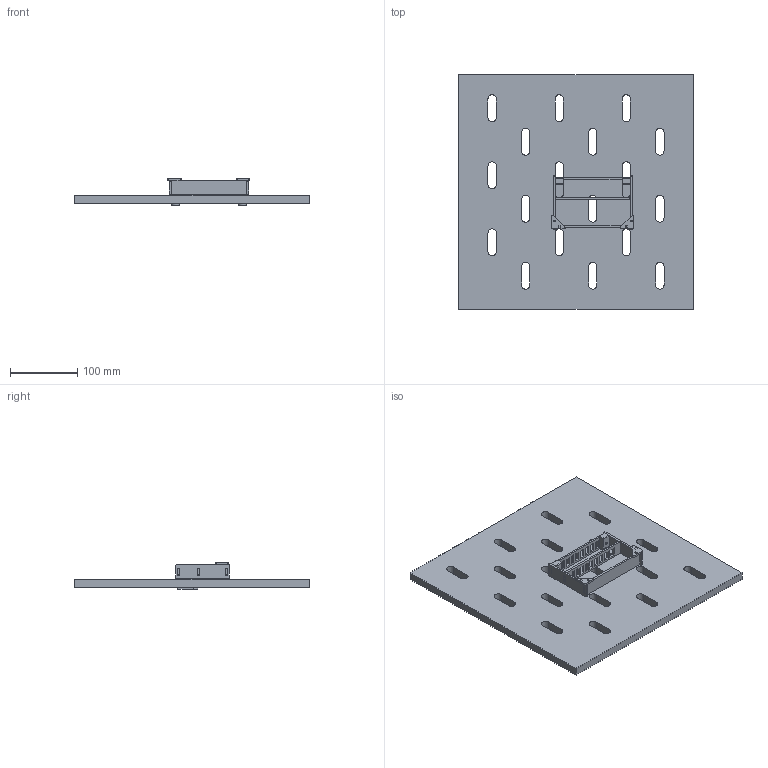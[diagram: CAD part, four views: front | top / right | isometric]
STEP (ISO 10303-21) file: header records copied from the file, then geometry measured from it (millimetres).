
FILE_DESCRIPTION (( 'STEP AP203' ), '1' );
FILE_NAME ('0 Îðãàíàéçåð ïèíöåòû.STEP', '2025-11-25T22:23:30', ( '' ), ( '' ), 'SwSTEP 2.0', 'SolidWorks 2019', '' );
FILE_SCHEMA (( 'CONFIG_CONTROL_DESIGN' ));
Length unit declared in the file: millimetre
Products named in the file (8): 5 Ïîëêà ñðåäíÿÿ ïèíöåòû; 1 栺樇罻; 2 ﾊ煇鳫 ﾏ竟; 7 鵽鎀鍧; 3 Ïîëêà âåðõíÿÿ Ïèíöåòû; 6 Ïîëêà íèæíÿÿ ïèíöåòû; 0 Îðãàíàéçåð ïèíöåòû; 4 Ñòåíêà ïèíöåòû
Assembly tree (10 placements, depth 2):
  0 Îðãàíàéçåð ïèíöåòû
    1 栺樇罻
    2 ﾊ煇鳫 ﾏ竟  x2
    3 Ïîëêà âåðõíÿÿ Ïèíöåòû
    4 Ñòåíêà ïèíöåòû  x2
    5 Ïîëêà ñðåäíÿÿ ïèíöåòû
    6 Ïîëêà íèæíÿÿ ïèíöåòû
    7 鵽鎀鍧  x2
Bounding box: 350 x 350 x 39.8 mm (x, y, z)
Volume: 1409338.8 mm3; surface area: 297140.8 mm2
Topology: 10 solids, 10 shells, 366 faces, 1036 edges, 690 vertices
Faces by surface type: plane 264, cylinder 98, sphere 4
Entity records: 10829 total; most frequent: CARTESIAN_POINT 1735, ORIENTED_EDGE 1708, DIRECTION 1645, EDGE_CURVE 854, LINE 687, VECTOR 687, VERTEX_POINT 569, AXIS2_PLACEMENT_3D 479
